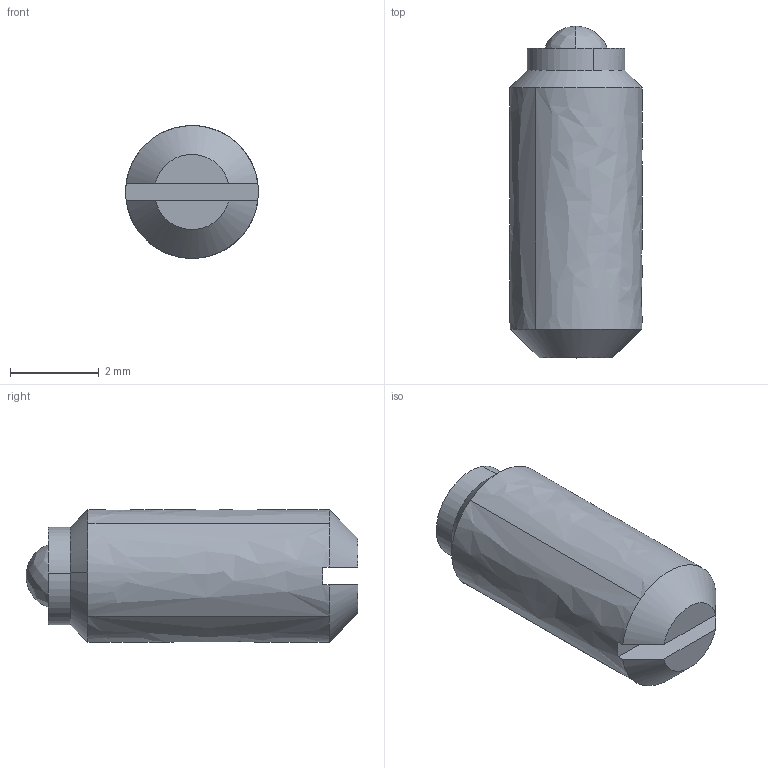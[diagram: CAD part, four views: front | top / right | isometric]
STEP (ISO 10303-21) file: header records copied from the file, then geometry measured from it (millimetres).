
FILE_DESCRIPTION((''),'2;1');
FILE_NAME('','2005-07-15T11:26:32',(''),(''),'','CADfix','');
FILE_SCHEMA(('AUTOMOTIVE_DESIGN'));
Length unit declared in the file: millimetre
Products named in the file (3): body; ball; PBF_3_KN_14400_36
Assembly tree (2 placements, depth 2):
  PBF_3_KN_14400_36
    body
    ball
Bounding box: 3 x 7.5 x 3 mm (x, y, z)
Volume: 43.5 mm3; surface area: 91.3 mm2
Topology: 2 solids, 2 shells, 19 faces, 53 edges, 39 vertices
Faces by surface type: bspline 19
Entity records: 807 total; most frequent: CARTESIAN_POINT 445, ORIENTED_EDGE 106, EDGE_CURVE 53, VERTEX_POINT 39, EDGE_LOOP 20, FACE_OUTER_BOUND 19, ADVANCED_FACE 19, QUASI_UNIFORM_CURVE 16
